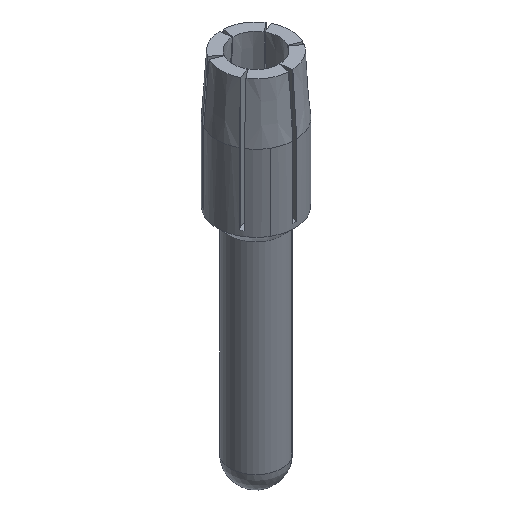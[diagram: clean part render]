
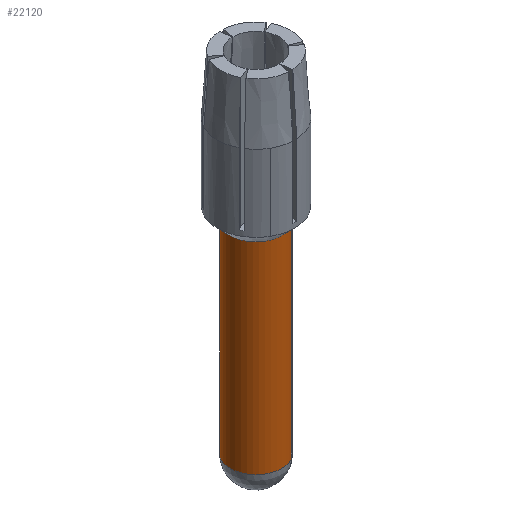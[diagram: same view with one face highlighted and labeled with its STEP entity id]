
A CAD part, isometric view. The second image highlights one B-rep face of the part: STEP entity #22120.
In plain terms, the highlighted cylindrical face has radius 2 mm (diameter 4 mm), a partial arc.
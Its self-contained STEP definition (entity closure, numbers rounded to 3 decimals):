
#100=CARTESIAN_POINT('',(52.312,45.093,
19.5));
#110=VERTEX_POINT('',#100);
#330=CARTESIAN_POINT('',(50.312,48.557,
19.5));
#340=VERTEX_POINT('',#330);
#370=CARTESIAN_POINT('',(51.312,46.825,19.5));
#380=DIRECTION('',(0.,0.,-1.));
#390=DIRECTION('',(-0.5,0.866,
0.));
#400=AXIS2_PLACEMENT_3D('',#370,#380,#390);
#410=CIRCLE('',#400,2.);
#6420=CARTESIAN_POINT('',(50.312,48.557,19.779));
#6430=DIRECTION('',(0.,0.,1.));
#6440=VECTOR('',#6430,1.);
#6450=LINE('',#6420,#6440);
#6460=CARTESIAN_POINT('',(50.312,48.557,35.1));
#6470=VERTEX_POINT('',#6460);
#6480=EDGE_CURVE('',#340,#6470,#6450,.T.);
#6500=CARTESIAN_POINT('',(51.312,46.825,35.1));
#6510=DIRECTION('',(0.,0.,1.));
#6520=DIRECTION('',(0.5,-0.866,
0.));
#6530=AXIS2_PLACEMENT_3D('',#6500,#6510,#6520);
#6540=CIRCLE('',#6530,2.);
#6550=CARTESIAN_POINT('',(52.312,45.093,
35.1));
#6560=VERTEX_POINT('',#6550);
#6590=CARTESIAN_POINT('',(52.312,45.093,
19.779));
#6600=DIRECTION('',(0.,0.,1.));
#6610=VECTOR('',#6600,1.);
#6620=LINE('',#6590,#6610);
#6630=EDGE_CURVE('',#110,#6560,#6620,.T.);
#21990=CARTESIAN_POINT('',(51.312,46.825,19.779));
#22000=DIRECTION('',(0.,0.,1.));
#22010=DIRECTION('',(0.5,-0.866,0.));
#22020=AXIS2_PLACEMENT_3D('',#21990,#22000,#22010);
#22030=CYLINDRICAL_SURFACE('',#22020,2.);
#22040=EDGE_CURVE('',#340,#110,#410,.T.);
#22050=ORIENTED_EDGE('',*,*,#22040,.F.);
#22060=ORIENTED_EDGE('',*,*,#6630,.F.);
#22070=EDGE_CURVE('',#6560,#6470,#6540,.T.);
#22080=ORIENTED_EDGE('',*,*,#22070,.F.);
#22090=ORIENTED_EDGE('',*,*,#6480,.T.);
#22100=EDGE_LOOP('',(#22090,#22080,#22060,#22050));
#22110=FACE_OUTER_BOUND('',#22100,.T.);
#22120=ADVANCED_FACE('',(#22110),#22030,.T.);
